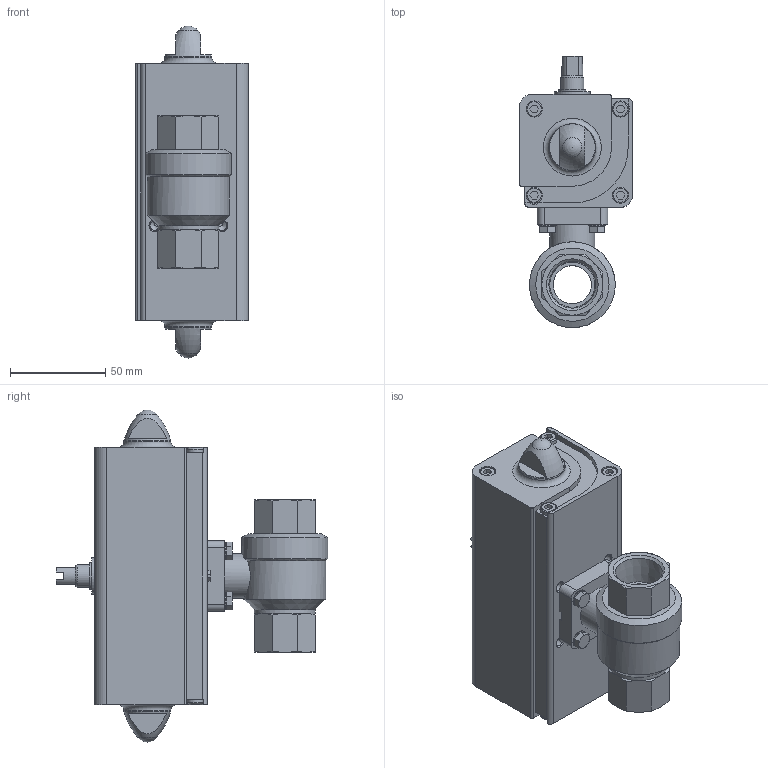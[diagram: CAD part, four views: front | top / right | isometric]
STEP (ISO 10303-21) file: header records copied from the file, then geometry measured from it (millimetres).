
FILE_DESCRIPTION(/* description */ ('STEP AP214'),/* implementation_level */ '2;1');
FILE_NAME(/* name */ '540513_VZPR-BPD-22-R34',/* time_stamp */ '2024-09-16T14:55:09+02:00',/* author */ ('License CC BY-ND 4.0'),/* organization */ ('CADENAS'),/* preprocessor_version */ 'ST-DEVELOPER v19.3',/* originating_system */ 'PARTsolutions',/* authorisation */ ' ');
FILE_SCHEMA (('AUTOMOTIVE_DESIGN {1 0 10303 214 3 1 1}'));
Length unit declared in the file: millimetre
Products named in the file (7): 540513 VZPR-BPD-22-R34; 533418 DAPS-0030-090-R-F0305---(1); 533418 DAPS-0030-090-R-F0305---(2); 534305 VAPB-3/4-F-40-F03---(18 V); 8082117 DARQ-R-A-S11-S9-11; 690066 S 5 A2; Hexagon bolt DIN 933 - M5x16
Assembly tree (12 placements, depth 2):
  540513 VZPR-BPD-22-R34
    533418 DAPS-0030-090-R-F0305---(1)
    533418 DAPS-0030-090-R-F0305---(2)
    534305 VAPB-3/4-F-40-F03---(18 V)
    8082117 DARQ-R-A-S11-S9-11
    690066 S 5 A2  x4
    Hexagon bolt DIN 933 - M5x16  x4
Bounding box: 59.2 x 142.2 x 174 mm (x, y, z)
Volume: 544052 mm3; surface area: 77689.9 mm2
Topology: 12 solids, 12 shells, 503 faces, 1234 edges, 781 vertices
Faces by surface type: plane 263, cone 111, cylinder 109, torus 18, sphere 2
Full cylindrical faces by diameter (mm): 3.242 x1, 4.134 x12, 4.917 x5, 5 x4, 5.3 x4, 6.88 x4, 8.5 x8, 8.566 x2, 9 x4, 12 x1, 14.1 x1, 19 x2, 20 x1, 22 x2, 23.5 x1, 32 x1, 43 x1, 45 x1
Entity records: 12348 total; most frequent: CARTESIAN_POINT 2359, DIRECTION 2030, ORIENTED_EDGE 1860, EDGE_CURVE 930, AXIS2_PLACEMENT_3D 740, VERTEX_POINT 670, FACE_BOUND 606, EDGE_LOOP 586
